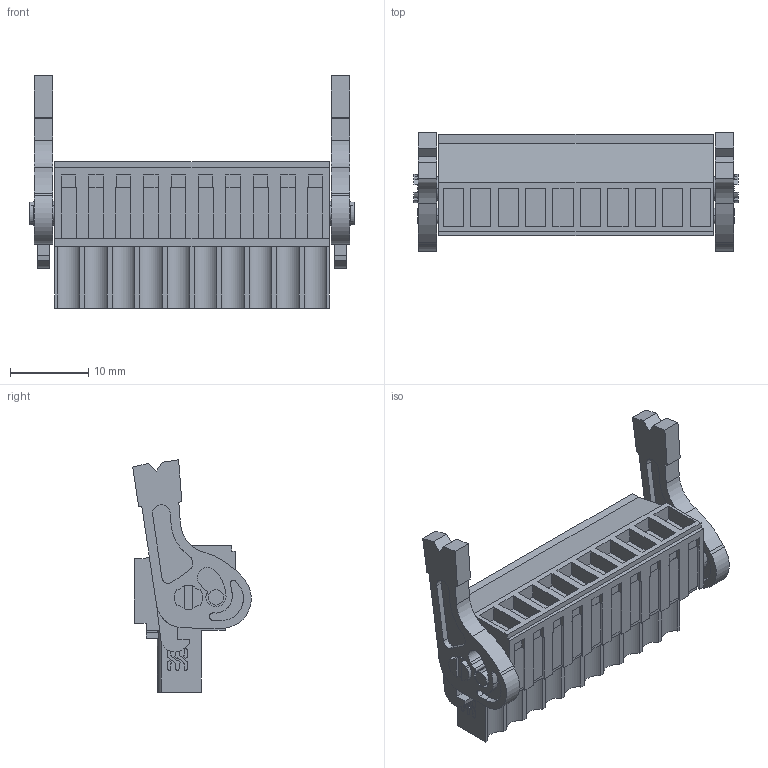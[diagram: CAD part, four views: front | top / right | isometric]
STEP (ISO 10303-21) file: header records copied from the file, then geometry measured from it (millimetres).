
FILE_DESCRIPTION(('CATIA V5 STEP Exchange','CAx-IF Rec.Pracs.--- Model Styling and Organization---1.2---2011-12-15'),'2;1');
FILE_NAME ('D1452684_0_1531080000_1531080000.stp','2017-04-25T12:42:35+00:00',('none'),('Weidmueller'),'CATIA Version 5-6 Release 2014','CATIA V5 STEP AP214','none');
FILE_SCHEMA(('AUTOMOTIVE_DESIGN { 1 0 10303 214 1 1 1 1 }'));
Length unit declared in the file: millimetre
Products named in the file (1): 1531080000
Bounding box: 41.4 x 15.12 x 29.66 mm (x, y, z)
Volume: 5828.6 mm3; surface area: 5376.8 mm2
Topology: 13 solids, 13 shells, 821 faces, 2281 edges, 1544 vertices
Faces by surface type: plane 661, cylinder 100, extrusion 60
Entity records: 25062 total; most frequent: CARTESIAN_POINT 5486, ORIENTED_EDGE 4562, DIRECTION 3057, EDGE_CURVE 2281, VECTOR 1859, LINE 1799, VERTEX_POINT 1544, EDGE_LOOP 887
